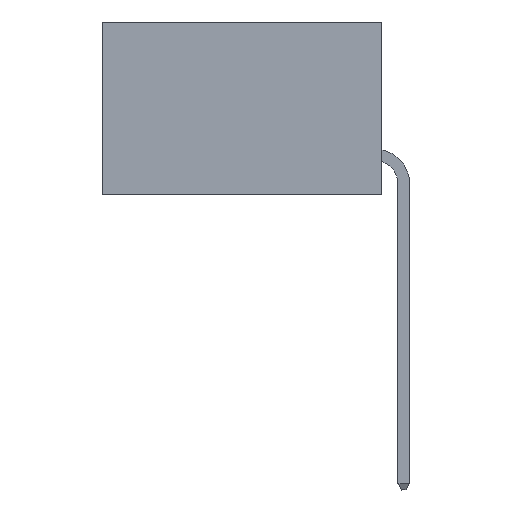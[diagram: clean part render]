
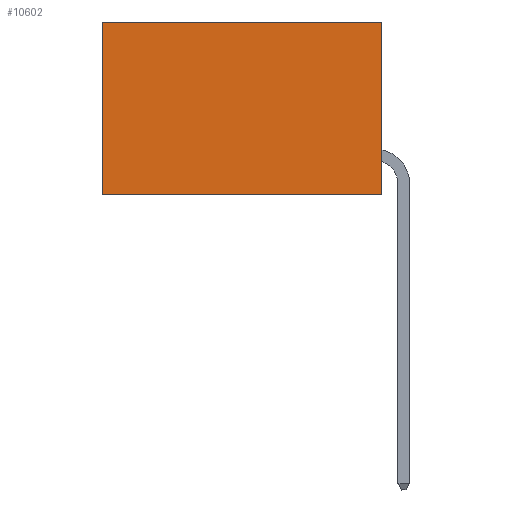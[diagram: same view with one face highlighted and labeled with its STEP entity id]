
A CAD part, left-side view. The second image highlights one B-rep face of the part: STEP entity #10602.
In plain terms, the highlighted planar face has unit normal (-1, 0, 0).
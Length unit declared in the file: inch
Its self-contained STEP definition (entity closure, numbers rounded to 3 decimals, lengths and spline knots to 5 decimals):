
#23 = LINE ( 'NONE', #12589, #15535 ) ;
#2985 = CARTESIAN_POINT ( 'NONE',  ( 0.2875, 0., 0. ) ) ;
#3402 = EDGE_CURVE ( 'NONE', #5010, #13187, #5593, .T. ) ;
#5010 = VERTEX_POINT ( 'NONE', #9709 ) ;
#5332 = CARTESIAN_POINT ( 'NONE',  ( 0.2875, 0.6, 0. ) ) ;
#5454 = LINE ( 'NONE', #14071, #20991 ) ;
#5593 = LINE ( 'NONE', #2985, #7730 ) ;
#5718 = EDGE_CURVE ( 'NONE', #13187, #15096, #16982, .T. ) ;
#6204 = CARTESIAN_POINT ( 'NONE',  ( 0.2875, 0.6, -0.37 ) ) ;
#6328 = DIRECTION ( 'NONE',  ( 0., 1., 0. ) ) ;
#6674 = DIRECTION ( 'NONE',  ( 0., 1., 0. ) ) ;
#7730 = VECTOR ( 'NONE', #8362, 39.37008 ) ;
#8362 = DIRECTION ( 'NONE',  ( 0., 0., -1. ) ) ;
#8976 = EDGE_LOOP ( 'NONE', ( #18788, #16575, #13262, #14894 ) ) ;
#9304 = DIRECTION ( 'NONE',  ( 1., 0., 0. ) ) ;
#9495 = EDGE_CURVE ( 'NONE', #17469, #15096, #5454, .T. ) ;
#9541 = VECTOR ( 'NONE', #6674, 39.37008 ) ;
#9709 = CARTESIAN_POINT ( 'NONE',  ( 0.2875, 0., 0. ) ) ;
#10444 = CARTESIAN_POINT ( 'NONE',  ( 0.2875, 0., -0.37 ) ) ;
#10602 = ADVANCED_FACE ( 'NONE', ( #18273 ), #16153, .F. ) ;
#12512 = DIRECTION ( 'NONE',  ( 0., 0., -1. ) ) ;
#12587 = DIRECTION ( 'NONE',  ( 0., 0., -1. ) ) ;
#12589 = CARTESIAN_POINT ( 'NONE',  ( 0.2875, 0., 0. ) ) ;
#13187 = VERTEX_POINT ( 'NONE', #15391 ) ;
#13262 = ORIENTED_EDGE ( 'NONE', *, *, #3402, .F. ) ;
#14071 = CARTESIAN_POINT ( 'NONE',  ( 0.2875, 0.6, 0. ) ) ;
#14894 = ORIENTED_EDGE ( 'NONE', *, *, #21392, .T. ) ;
#15096 = VERTEX_POINT ( 'NONE', #6204 ) ;
#15391 = CARTESIAN_POINT ( 'NONE',  ( 0.2875, 0., -0.37 ) ) ;
#15535 = VECTOR ( 'NONE', #6328, 39.37008 ) ;
#16153 = PLANE ( 'NONE',  #20644 ) ;
#16575 = ORIENTED_EDGE ( 'NONE', *, *, #5718, .F. ) ;
#16982 = LINE ( 'NONE', #10444, #9541 ) ;
#17469 = VERTEX_POINT ( 'NONE', #5332 ) ;
#18273 = FACE_OUTER_BOUND ( 'NONE', #8976, .T. ) ;
#18788 = ORIENTED_EDGE ( 'NONE', *, *, #9495, .T. ) ;
#19499 = CARTESIAN_POINT ( 'NONE',  ( 0.2875, 0., 0. ) ) ;
#20644 = AXIS2_PLACEMENT_3D ( 'NONE', #19499, #9304, #12512 ) ;
#20991 = VECTOR ( 'NONE', #12587, 39.37008 ) ;
#21392 = EDGE_CURVE ( 'NONE', #5010, #17469, #23, .T. ) ;
